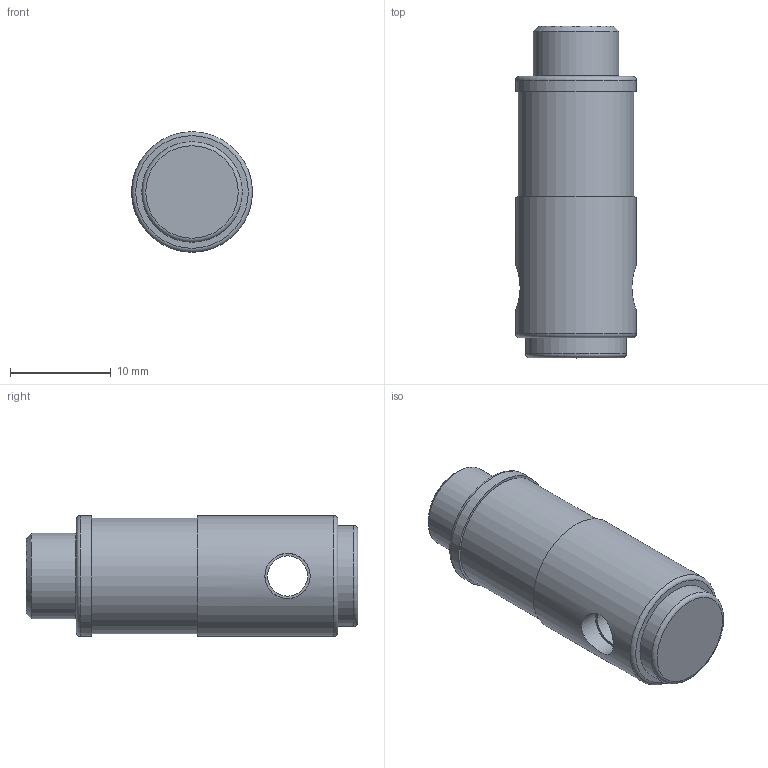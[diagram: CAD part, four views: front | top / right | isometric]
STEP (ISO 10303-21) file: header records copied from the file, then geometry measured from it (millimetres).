
FILE_DESCRIPTION(/* description */ ('STEP AP214'),/* implementation_level */ '2;1');
FILE_NAME(/* name */ '178452_KP-4-80',/* time_stamp */ '2024-08-29T18:14:44+02:00',/* author */ ('License CC BY-ND 4.0'),/* organization */ ('CADENAS'),/* preprocessor_version */ 'ST-DEVELOPER v19.3',/* originating_system */ 'PARTsolutions',/* authorisation */ ' ');
FILE_SCHEMA (('AUTOMOTIVE_DESIGN {1 0 10303 214 3 1 1}'));
Length unit declared in the file: millimetre
Products named in the file (3): 178452 KP-4-80; 178452 KP-4-80---(P); DIN-912 - M5x8(F)
Assembly tree (2 placements, depth 2):
  178452 KP-4-80
    178452 KP-4-80---(P)
    DIN-912 - M5x8(F)
Bounding box: 12 x 33 x 12 mm (x, y, z)
Volume: 3116.1 mm3; surface area: 1875.2 mm2
Topology: 2 solids, 2 shells, 50 faces, 89 edges, 51 vertices
Faces by surface type: plane 24, cone 12, cylinder 11, torus 3
Full cylindrical faces by diameter (mm): 4 x1, 4.134 x1, 4.5 x2, 5 x1, 7 x1, 8.5 x1, 10 x1, 11.5 x1, 12 x2
Entity records: 1178 total; most frequent: CARTESIAN_POINT 212, DIRECTION 204, ORIENTED_EDGE 132, AXIS2_PLACEMENT_3D 93, FACE_BOUND 81, EDGE_LOOP 80, EDGE_CURVE 66, ADVANCED_FACE 50
